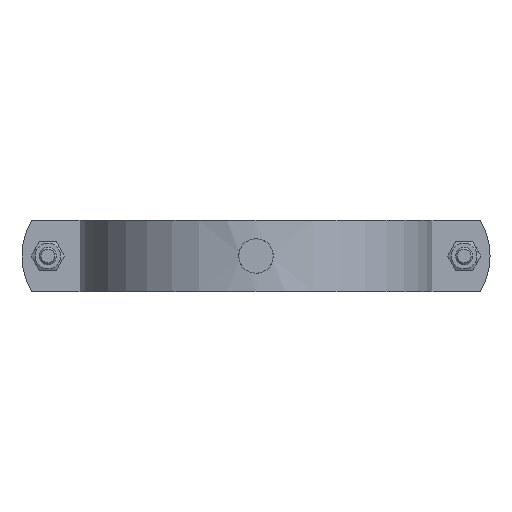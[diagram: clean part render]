
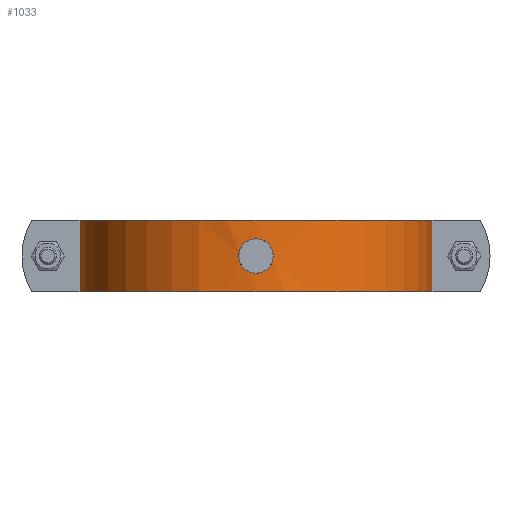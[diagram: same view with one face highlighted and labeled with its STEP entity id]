
A CAD part, front view. The second image highlights one B-rep face of the part: STEP entity #1033.
In plain terms, the highlighted cylindrical face has radius 61.5 mm (diameter 123 mm), a partial arc.
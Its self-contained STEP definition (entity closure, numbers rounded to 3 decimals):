
#588=CARTESIAN_POINT('',(6.0,61.207,0.));
#589=VERTEX_POINT('',#588);
#590=CARTESIAN_POINT('',(6.0,61.207,0.));
#591=CARTESIAN_POINT('',(6.0,61.207,0.638));
#592=CARTESIAN_POINT('',(5.894,61.217,1.312));
#593=CARTESIAN_POINT('',(5.674,61.238,1.951));
#594=CARTESIAN_POINT('',(5.521,61.252,2.397));
#595=CARTESIAN_POINT('',(5.313,61.271,2.827));
#596=CARTESIAN_POINT('',(5.062,61.291,3.222));
#597=CARTESIAN_POINT('',(4.874,61.307,3.517));
#598=CARTESIAN_POINT('',(4.661,61.324,3.793));
#599=CARTESIAN_POINT('',(4.434,61.34,4.043));
#600=CARTESIAN_POINT('',(4.26,61.352,4.233));
#601=CARTESIAN_POINT('',(4.079,61.365,4.408));
#602=CARTESIAN_POINT('',(3.881,61.377,4.576));
#603=CARTESIAN_POINT('',(3.374,61.41,5.006));
#604=CARTESIAN_POINT('',(2.771,61.441,5.366));
#605=CARTESIAN_POINT('',(2.126,61.463,5.611));
#606=CARTESIAN_POINT('',(1.619,61.481,5.803));
#607=CARTESIAN_POINT('',(1.086,61.493,5.924));
#608=CARTESIAN_POINT('',(0.563,61.497,5.973));
#609=CARTESIAN_POINT('',(0.198,61.501,6.008));
#610=CARTESIAN_POINT('',(-0.155,61.501,6.009));
#611=CARTESIAN_POINT('',(-0.52,61.498,5.977));
#612=CARTESIAN_POINT('',(-1.178,61.492,5.92));
#613=CARTESIAN_POINT('',(-1.852,61.475,5.748));
#614=CARTESIAN_POINT('',(-2.474,61.45,5.466));
#615=CARTESIAN_POINT('',(-3.084,61.426,5.19));
#616=CARTESIAN_POINT('',(-3.645,61.394,4.809));
#617=CARTESIAN_POINT('',(-4.109,61.363,4.372));
#618=CARTESIAN_POINT('',(-4.286,61.351,4.205));
#619=CARTESIAN_POINT('',(-4.452,61.339,4.03));
#620=CARTESIAN_POINT('',(-4.61,61.327,3.84));
#621=CARTESIAN_POINT('',(-5.034,61.295,3.331));
#622=CARTESIAN_POINT('',(-5.387,61.264,2.729));
#623=CARTESIAN_POINT('',(-5.625,61.242,2.087));
#624=CARTESIAN_POINT('',(-5.812,61.225,1.584));
#625=CARTESIAN_POINT('',(-5.929,61.214,1.057));
#626=CARTESIAN_POINT('',(-5.976,61.209,0.539));
#627=CARTESIAN_POINT('',(-6.008,61.206,0.184));
#628=CARTESIAN_POINT('',(-6.008,61.206,-0.161));
#629=CARTESIAN_POINT('',(-5.978,61.209,-0.516));
#630=CARTESIAN_POINT('',(-5.921,61.214,-1.172));
#631=CARTESIAN_POINT('',(-5.75,61.231,-1.844));
#632=CARTESIAN_POINT('',(-5.47,61.256,-2.465));
#633=CARTESIAN_POINT('',(-5.295,61.272,-2.854));
#634=CARTESIAN_POINT('',(-5.078,61.29,-3.223));
#635=CARTESIAN_POINT('',(-4.83,61.31,-3.56));
#636=CARTESIAN_POINT('',(-4.657,61.324,-3.795));
#637=CARTESIAN_POINT('',(-4.469,61.338,-4.014));
#638=CARTESIAN_POINT('',(-4.271,61.352,-4.214));
#639=CARTESIAN_POINT('',(-4.09,61.364,-4.397));
#640=CARTESIAN_POINT('',(-3.895,61.377,-4.571));
#641=CARTESIAN_POINT('',(-3.685,61.389,-4.735));
#642=CARTESIAN_POINT('',(-3.16,61.421,-5.144));
#643=CARTESIAN_POINT('',(-2.546,61.451,-5.475));
#644=CARTESIAN_POINT('',(-1.899,61.471,-5.691));
#645=CARTESIAN_POINT('',(-1.317,61.489,-5.886));
#646=CARTESIAN_POINT('',(-0.707,61.499,-5.987));
#647=CARTESIAN_POINT('',(-0.124,61.5,-5.999));
#648=CARTESIAN_POINT('',(0.104,61.5,-6.003));
#649=CARTESIAN_POINT('',(0.331,61.5,-5.995));
#650=CARTESIAN_POINT('',(0.563,61.497,-5.974));
#651=CARTESIAN_POINT('',(1.219,61.491,-5.912));
#652=CARTESIAN_POINT('',(1.89,61.474,-5.735));
#653=CARTESIAN_POINT('',(2.508,61.449,-5.451));
#654=CARTESIAN_POINT('',(2.902,61.433,-5.269));
#655=CARTESIAN_POINT('',(3.276,61.414,-5.045));
#656=CARTESIAN_POINT('',(3.614,61.394,-4.789));
#657=CARTESIAN_POINT('',(3.83,61.381,-4.627));
#658=CARTESIAN_POINT('',(4.031,61.368,-4.452));
#659=CARTESIAN_POINT('',(4.216,61.355,-4.269));
#660=CARTESIAN_POINT('',(4.393,61.343,-4.094));
#661=CARTESIAN_POINT('',(4.561,61.331,-3.907));
#662=CARTESIAN_POINT('',(4.719,61.319,-3.706));
#663=CARTESIAN_POINT('',(5.13,61.287,-3.183));
#664=CARTESIAN_POINT('',(5.464,61.257,-2.571));
#665=CARTESIAN_POINT('',(5.683,61.237,-1.924));
#666=CARTESIAN_POINT('',(5.897,61.217,-1.293));
#667=CARTESIAN_POINT('',(6.,61.207,-0.629));
#668=CARTESIAN_POINT('',(6.,61.207,0.0));
#669=B_SPLINE_CURVE_WITH_KNOTS('',3,(#590,#591,#592,#593,#594,#595,#596,#597,#598,#599,#600,#601,#602,#603,#604,#605,#606,#607,#608,#609,#610,#611,#612,#613,#614,#615,#616,#617,#618,#619,#620,#621,#622,#623,#624,#625,#626,#627,#628,#629,#630,#631,#632,#633,#634,#635,#636,#637,#638,#639,#640,#641,#642,#643,#644,#645,#646,#647,#648,#649,#650,#651,#652,#653,#654,#655,#656,#657,#658,#659,#660,#661,#662,#663,#664,#665,#666,#667,#668),.UNSPECIFIED.,.T.,.U.,(4,3,3,3,3,3,3,3,3,3,3,3,3,3,3,3,3,3,3,3,3,3,3,3,3,3,4),(0.0,0.191,0.325,0.425,0.501,0.696,0.849,0.956,1.149,1.339,1.411,1.604,1.756,1.86,2.053,2.173,2.258,2.335,2.528,2.702,2.77,2.962,3.085,3.163,3.237,3.43,3.619),.UNSPECIFIED.);
#670=EDGE_CURVE('',#589,#589,#669,.T.);
#851=CARTESIAN_POINT('',(61.296,5.,12.5));
#852=VERTEX_POINT('',#851);
#859=CARTESIAN_POINT('',(-61.296,5.,12.5));
#860=VERTEX_POINT('',#859);
#861=CARTESIAN_POINT('',(0.0,0.0,12.5));
#862=DIRECTION('',(0.0,0.0,-1.0));
#863=DIRECTION('',(-0.997,-0.081,0.0));
#864=AXIS2_PLACEMENT_3D('',#861,#862,#863);
#865=CIRCLE('',#864,61.5);
#866=EDGE_CURVE('',#860,#852,#865,.T.);
#906=CARTESIAN_POINT('',(61.296,5.,-12.5));
#907=VERTEX_POINT('',#906);
#914=CARTESIAN_POINT('',(61.296,5.,12.5));
#915=DIRECTION('',(0.0,0.0,-1.0));
#916=VECTOR('',#915,25.0);
#917=LINE('',#914,#916);
#918=EDGE_CURVE('',#852,#907,#917,.T.);
#995=CARTESIAN_POINT('',(-61.296,5.,-12.5));
#996=VERTEX_POINT('',#995);
#1003=CARTESIAN_POINT('',(0.0,0.0,-12.5));
#1004=DIRECTION('',(0.0,0.0,1.0));
#1005=DIRECTION('',(-0.997,-0.081,0.0));
#1006=AXIS2_PLACEMENT_3D('',#1003,#1004,#1005);
#1007=CIRCLE('',#1006,61.5);
#1008=EDGE_CURVE('',#907,#996,#1007,.T.);
#1014=CARTESIAN_POINT('',(0.0,0.0,0.0));
#1015=DIRECTION('',(0.0,0.0,1.0));
#1016=DIRECTION('',(-0.997,-0.081,0.0));
#1017=AXIS2_PLACEMENT_3D('',#1014,#1015,#1016);
#1018=CYLINDRICAL_SURFACE('',#1017,61.5);
#1019=ORIENTED_EDGE('',*,*,#866,.T.);
#1020=ORIENTED_EDGE('',*,*,#918,.T.);
#1021=ORIENTED_EDGE('',*,*,#1008,.T.);
#1022=CARTESIAN_POINT('',(-61.296,5.,12.5));
#1023=DIRECTION('',(0.0,0.0,-1.0));
#1024=VECTOR('',#1023,25.0);
#1025=LINE('',#1022,#1024);
#1026=EDGE_CURVE('',#860,#996,#1025,.T.);
#1027=ORIENTED_EDGE('',*,*,#1026,.F.);
#1028=EDGE_LOOP('',(#1019,#1020,#1021,#1027));
#1029=FACE_OUTER_BOUND('',#1028,.T.);
#1030=ORIENTED_EDGE('',*,*,#670,.T.);
#1031=EDGE_LOOP('',(#1030));
#1032=FACE_BOUND('',#1031,.T.);
#1033=ADVANCED_FACE('',(#1029,#1032),#1018,.T.);
